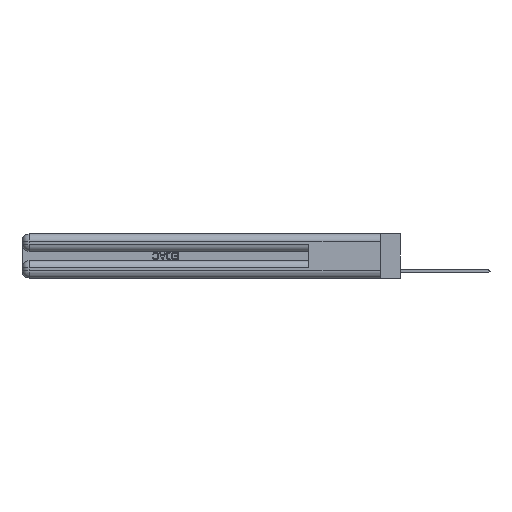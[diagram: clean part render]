
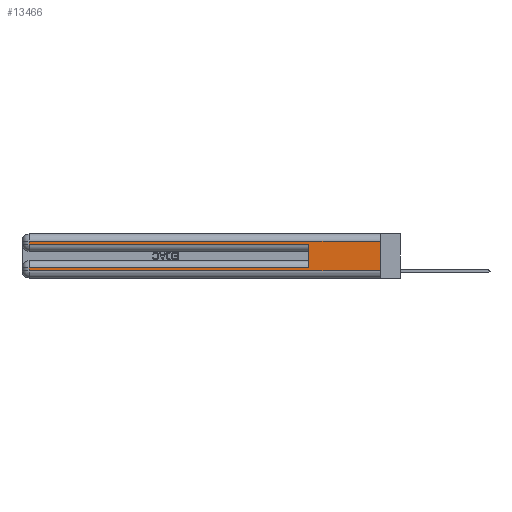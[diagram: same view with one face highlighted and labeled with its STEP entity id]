
A CAD part, left-side view. The second image highlights one B-rep face of the part: STEP entity #13466.
In plain terms, the highlighted planar face has unit normal (-1, 0, 0).
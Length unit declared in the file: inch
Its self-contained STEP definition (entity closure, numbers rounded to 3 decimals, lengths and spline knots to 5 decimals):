
#3 = CARTESIAN_POINT ( 'NONE',  ( 0., 2.94, 0.37 ) ) ;
#53 = EDGE_CURVE ( 'NONE', #9226, #30813, #24139, .T. ) ;
#73 = VECTOR ( 'NONE', #11205, 39.37008 ) ;
#243 = CARTESIAN_POINT ( 'NONE',  ( 0., 0., 0.06 ) ) ;
#1805 = CARTESIAN_POINT ( 'NONE',  ( 0., 0.6, 0.145 ) ) ;
#2060 = EDGE_CURVE ( 'NONE', #19268, #30956, #6442, .T. ) ;
#2139 = CARTESIAN_POINT ( 'NONE',  ( 0., 0.6, 0.085 ) ) ;
#2697 = LINE ( 'NONE', #28402, #13114 ) ;
#3251 = LINE ( 'NONE', #23501, #15051 ) ;
#3786 = DIRECTION ( 'NONE',  ( 0., 0., 1. ) ) ;
#4324 = LINE ( 'NONE', #28594, #23816 ) ;
#5239 = CARTESIAN_POINT ( 'NONE',  ( 0., 0., 0.31 ) ) ;
#5461 = CARTESIAN_POINT ( 'NONE',  ( 0., 2.94, 0.31 ) ) ;
#6087 = EDGE_CURVE ( 'NONE', #29373, #30182, #30479, .T. ) ;
#6237 = ORIENTED_EDGE ( 'NONE', *, *, #14710, .F. ) ;
#6442 = LINE ( 'NONE', #1805, #32328 ) ;
#7692 = ORIENTED_EDGE ( 'NONE', *, *, #18251, .T. ) ;
#7957 = DIRECTION ( 'NONE',  ( 0., 0., -1. ) ) ;
#8256 = VERTEX_POINT ( 'NONE', #243 ) ;
#8812 = ORIENTED_EDGE ( 'NONE', *, *, #2060, .F. ) ;
#9226 = VERTEX_POINT ( 'NONE', #14066 ) ;
#10952 = EDGE_CURVE ( 'NONE', #30813, #8256, #4324, .T. ) ;
#11205 = DIRECTION ( 'NONE',  ( 0., 1., 0. ) ) ;
#12581 = VECTOR ( 'NONE', #7957, 39.37008 ) ;
#13114 = VECTOR ( 'NONE', #18461, 39.37008 ) ;
#13466 = ADVANCED_FACE ( 'NONE', ( #26741 ), #26571, .F. ) ;
#13500 = DIRECTION ( 'NONE',  ( 0., -1., 0. ) ) ;
#14066 = CARTESIAN_POINT ( 'NONE',  ( 0., 2.94, 0.085 ) ) ;
#14710 = EDGE_CURVE ( 'NONE', #29373, #8256, #21453, .T. ) ;
#14908 = VECTOR ( 'NONE', #31572, 39.37008 ) ;
#14917 = ORIENTED_EDGE ( 'NONE', *, *, #10952, .T. ) ;
#15051 = VECTOR ( 'NONE', #15567, 39.37008 ) ;
#15567 = DIRECTION ( 'NONE',  ( 0., -1., 0. ) ) ;
#16306 = DIRECTION ( 'NONE',  ( 1., 0., 0. ) ) ;
#18196 = CARTESIAN_POINT ( 'NONE',  ( 0., 0.6, 0.285 ) ) ;
#18251 = EDGE_CURVE ( 'NONE', #19250, #30956, #3251, .T. ) ;
#18461 = DIRECTION ( 'NONE',  ( 0., 1., 0. ) ) ;
#18646 = ORIENTED_EDGE ( 'NONE', *, *, #6087, .T. ) ;
#19125 = CARTESIAN_POINT ( 'NONE',  ( 0., 0., 0.37 ) ) ;
#19250 = VERTEX_POINT ( 'NONE', #32188 ) ;
#19268 = VERTEX_POINT ( 'NONE', #2139 ) ;
#20883 = EDGE_LOOP ( 'NONE', ( #6237, #18646, #26565, #7692, #8812, #29041, #27206, #14917 ) ) ;
#21123 = CARTESIAN_POINT ( 'NONE',  ( 0., 0., 0.37 ) ) ;
#21453 = LINE ( 'NONE', #21123, #14908 ) ;
#22729 = LINE ( 'NONE', #3, #12581 ) ;
#23501 = CARTESIAN_POINT ( 'NONE',  ( 0., 0., 0.285 ) ) ;
#23807 = DIRECTION ( 'NONE',  ( 0., 0., -1. ) ) ;
#23816 = VECTOR ( 'NONE', #13500, 39.37008 ) ;
#24139 = LINE ( 'NONE', #26451, #31476 ) ;
#24153 = EDGE_CURVE ( 'NONE', #19268, #9226, #2697, .T. ) ;
#24468 = EDGE_CURVE ( 'NONE', #30182, #19250, #22729, .T. ) ;
#26401 = DIRECTION ( 'NONE',  ( 0., 0., -1. ) ) ;
#26451 = CARTESIAN_POINT ( 'NONE',  ( 0., 2.94, 0.37 ) ) ;
#26467 = AXIS2_PLACEMENT_3D ( 'NONE', #19125, #16306, #26401 ) ;
#26565 = ORIENTED_EDGE ( 'NONE', *, *, #24468, .T. ) ;
#26571 = PLANE ( 'NONE',  #26467 ) ;
#26741 = FACE_OUTER_BOUND ( 'NONE', #20883, .T. ) ;
#27206 = ORIENTED_EDGE ( 'NONE', *, *, #53, .T. ) ;
#28402 = CARTESIAN_POINT ( 'NONE',  ( 0., 0., 0.085 ) ) ;
#28594 = CARTESIAN_POINT ( 'NONE',  ( 0., 0., 0.06 ) ) ;
#29041 = ORIENTED_EDGE ( 'NONE', *, *, #24153, .T. ) ;
#29105 = CARTESIAN_POINT ( 'NONE',  ( 0., 2.94, 0.06 ) ) ;
#29373 = VERTEX_POINT ( 'NONE', #31098 ) ;
#30182 = VERTEX_POINT ( 'NONE', #5461 ) ;
#30479 = LINE ( 'NONE', #5239, #73 ) ;
#30813 = VERTEX_POINT ( 'NONE', #29105 ) ;
#30956 = VERTEX_POINT ( 'NONE', #18196 ) ;
#31098 = CARTESIAN_POINT ( 'NONE',  ( 0., 0., 0.31 ) ) ;
#31476 = VECTOR ( 'NONE', #23807, 39.37008 ) ;
#31572 = DIRECTION ( 'NONE',  ( 0., 0., -1. ) ) ;
#32188 = CARTESIAN_POINT ( 'NONE',  ( 0., 2.94, 0.285 ) ) ;
#32328 = VECTOR ( 'NONE', #3786, 39.37008 ) ;
